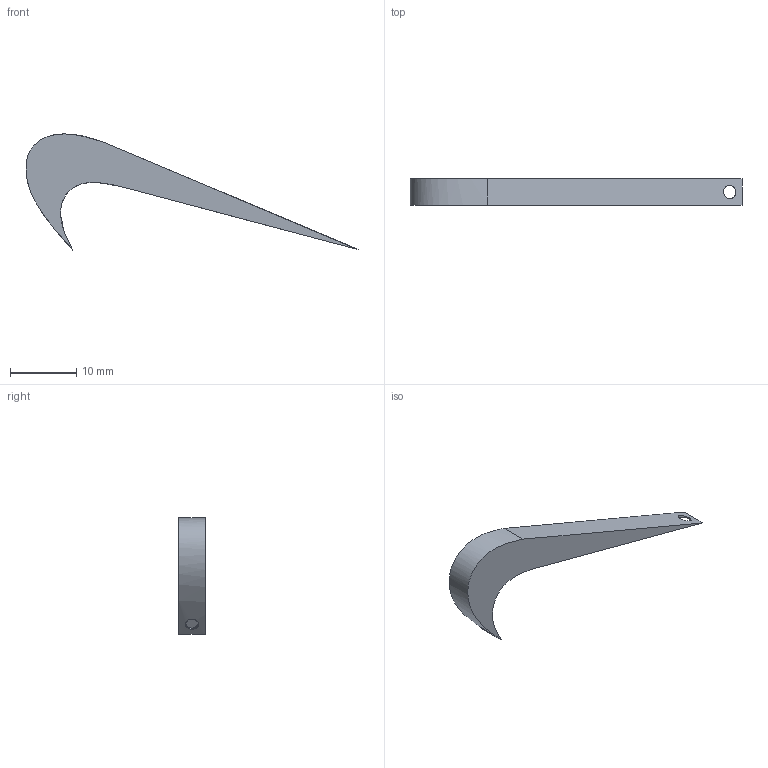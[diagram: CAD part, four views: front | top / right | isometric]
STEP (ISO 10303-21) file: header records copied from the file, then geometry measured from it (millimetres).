
FILE_DESCRIPTION(/* description */ (''),/* implementation_level */ '2;1');
FILE_NAME(/* name */ 'Swoosh.stp',/* time_stamp */ '2021-04-20T16:57:10+02:00',/* author */ ('utilisateur1'),/* organization */ (''),/* preprocessor_version */ 'ST-DEVELOPER v18.1',/* originating_system */ 'Autodesk Inventor 2022',/* authorisation */ '');
FILE_SCHEMA (('AUTOMOTIVE_DESIGN { 1 0 10303 214 3 1 1 }'));
Length unit declared in the file: millimetre
Products named in the file (1): Essaie usinage
Bounding box: 50.19 x 4 x 17.57 mm (x, y, z)
Volume: 892.4 mm3; surface area: 944.7 mm2
Topology: 1 solids, 1 shells, 8 faces, 20 edges, 14 vertices
Faces by surface type: plane 4, cylinder 2, bspline 2
Full cylindrical faces by diameter (mm): 2 x2
Entity records: 466 total; most frequent: CARTESIAN_POINT 246, ORIENTED_EDGE 40, DIRECTION 28, EDGE_CURVE 20, VERTEX_POINT 14, EDGE_LOOP 12, LINE 10, VECTOR 10
